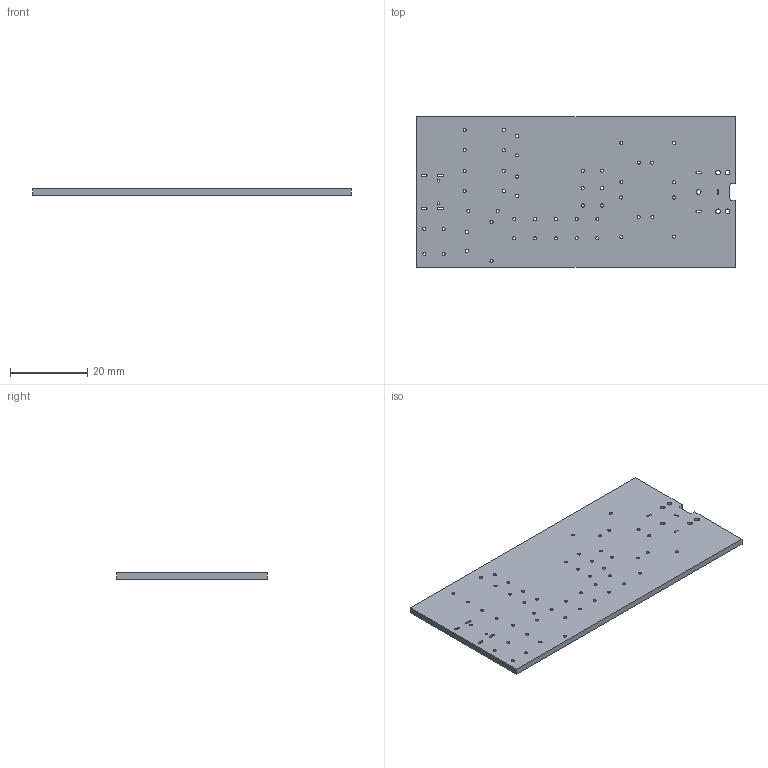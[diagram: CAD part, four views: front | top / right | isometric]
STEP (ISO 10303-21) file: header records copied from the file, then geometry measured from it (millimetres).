
FILE_DESCRIPTION(('KiCad electronic assembly'),'2;1');
FILE_NAME('usb-dac.step','2024-07-22T11:50:32',('Pcbnew'),('Kicad'), 'Open CASCADE STEP processor 7.6','KiCad to STEP converter','Unknown' );
FILE_SCHEMA(('AUTOMOTIVE_DESIGN { 1 0 10303 214 1 1 1 1 }'));
Length unit declared in the file: millimetre
Products named in the file (2): usb-dac 1; usb-dac_PCB
Assembly tree (1 placements, depth 2):
  usb-dac 1
    usb-dac_PCB
Bounding box: 82.5 x 39 x 1.6 mm (x, y, z)
Volume: 5080 mm3; surface area: 7020.3 mm2
Topology: 1 solids, 1 shells, 99 faces, 291 edges, 194 vertices
Faces by surface type: cylinder 73, plane 26
Full cylindrical faces by diameter (mm): 0.65 x2, 0.8 x50, 1.2 x5
Entity records: 3664 total; most frequent: DIRECTION 639, CARTESIAN_POINT 586, ORIENTED_EDGE 582, EDGE_CURVE 291, AXIS2_PLACEMENT_3D 247, FACE_BOUND 227, EDGE_LOOP 227, VERTEX_POINT 194
